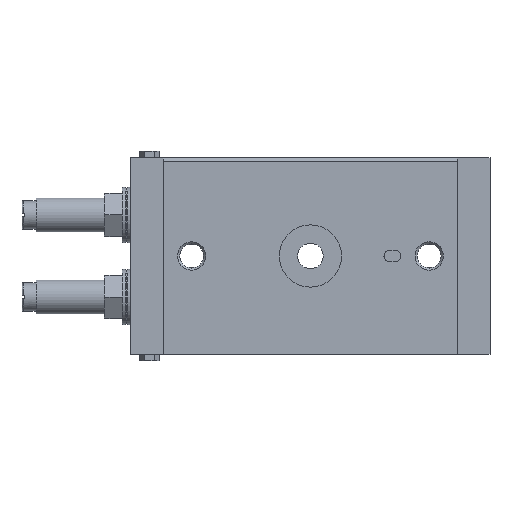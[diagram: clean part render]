
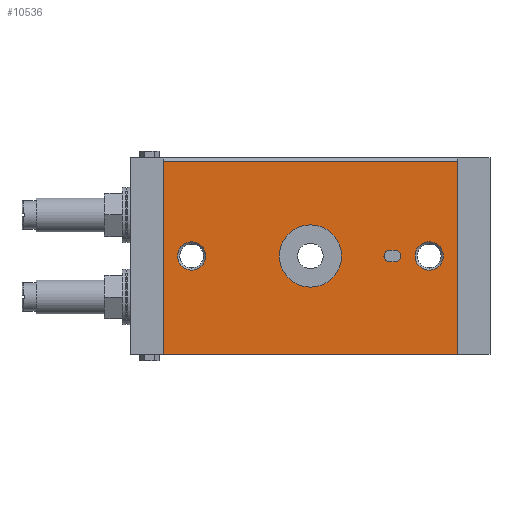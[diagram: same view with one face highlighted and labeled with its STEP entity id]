
A CAD part, front view. The second image highlights one B-rep face of the part: STEP entity #10536.
In plain terms, the highlighted planar face has unit normal (0, -1, 0).
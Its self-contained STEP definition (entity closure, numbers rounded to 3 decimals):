
#52 = AXIS2_PLACEMENT_3D ( 'NONE', #9349, #2967, #10426 ) ;
#129 = FACE_BOUND ( 'NONE', #10336, .T. ) ;
#398 = AXIS2_PLACEMENT_3D ( 'NONE', #1840, #9297, #2905 ) ;
#535 = CARTESIAN_POINT ( 'NONE',  ( 52., 0., -35. ) ) ;
#650 = CARTESIAN_POINT ( 'NONE',  ( 0., 0., 0. ) ) ;
#697 = CIRCLE ( 'NONE', #6357, 5. ) ;
#774 = VERTEX_POINT ( 'NONE', #1517 ) ;
#796 = ORIENTED_EDGE ( 'NONE', *, *, #1174, .F. ) ;
#1027 = EDGE_CURVE ( 'NONE', #9520, #9371, #8968, .T. ) ;
#1054 = LINE ( 'NONE', #13357, #8864 ) ;
#1174 = EDGE_CURVE ( 'NONE', #10177, #8611, #13366, .T. ) ;
#1337 = ORIENTED_EDGE ( 'NONE', *, *, #1027, .F. ) ;
#1490 = DIRECTION ( 'NONE',  ( 0., 1., 0. ) ) ;
#1517 = CARTESIAN_POINT ( 'NONE',  ( 42., 0., -5. ) ) ;
#1697 = DIRECTION ( 'NONE',  ( 0., 0., -1. ) ) ;
#1700 = CARTESIAN_POINT ( 'NONE',  ( 52., 0., 33.586 ) ) ;
#1724 = CARTESIAN_POINT ( 'NONE',  ( -42., 0., 5. ) ) ;
#1803 = VERTEX_POINT ( 'NONE', #5864 ) ;
#1809 = EDGE_CURVE ( 'NONE', #9371, #1803, #9802, .T. ) ;
#1840 = CARTESIAN_POINT ( 'NONE',  ( 30., 0., 0. ) ) ;
#1890 = EDGE_CURVE ( 'NONE', #11684, #13111, #5283, .T. ) ;
#2177 = CARTESIAN_POINT ( 'NONE',  ( 0., 0., -11. ) ) ;
#2262 = VECTOR ( 'NONE', #2665, 1000. ) ;
#2316 = CARTESIAN_POINT ( 'NONE',  ( 42., 0., 0. ) ) ;
#2431 = CARTESIAN_POINT ( 'NONE',  ( 52., 0., 33.586 ) ) ;
#2444 = VECTOR ( 'NONE', #8082, 1000. ) ;
#2485 = CARTESIAN_POINT ( 'NONE',  ( 28., 0., 0. ) ) ;
#2665 = DIRECTION ( 'NONE',  ( 0., 0., -1. ) ) ;
#2905 = DIRECTION ( 'NONE',  ( 0., 0., -1. ) ) ;
#2933 = FACE_BOUND ( 'NONE', #13057, .T. ) ;
#2946 = CARTESIAN_POINT ( 'NONE',  ( -52., 0., -34.1 ) ) ;
#2967 = DIRECTION ( 'NONE',  ( 0., 1., 0. ) ) ;
#3117 = VECTOR ( 'NONE', #7983, 1000. ) ;
#3143 = DIRECTION ( 'NONE',  ( 0., -1., 0. ) ) ;
#3184 = EDGE_LOOP ( 'NONE', ( #796, #12354 ) ) ;
#3401 = DIRECTION ( 'NONE',  ( 0., 0., 1. ) ) ;
#3508 = ORIENTED_EDGE ( 'NONE', *, *, #1890, .T. ) ;
#3511 = DIRECTION ( 'NONE',  ( 0., 0., 1. ) ) ;
#3554 = DIRECTION ( 'NONE',  ( 0., 0., -1. ) ) ;
#3871 = CARTESIAN_POINT ( 'NONE',  ( -52., 0., 33.586 ) ) ;
#3894 = VERTEX_POINT ( 'NONE', #7078 ) ;
#4372 = ORIENTED_EDGE ( 'NONE', *, *, #6250, .F. ) ;
#4503 = CARTESIAN_POINT ( 'NONE',  ( 52., 0., 33.586 ) ) ;
#5159 = ORIENTED_EDGE ( 'NONE', *, *, #1809, .F. ) ;
#5283 = LINE ( 'NONE', #1700, #2444 ) ;
#5612 = VERTEX_POINT ( 'NONE', #11998 ) ;
#5728 = ORIENTED_EDGE ( 'NONE', *, *, #11970, .F. ) ;
#5823 = CARTESIAN_POINT ( 'NONE',  ( 30., 0., 2. ) ) ;
#5839 = CARTESIAN_POINT ( 'NONE',  ( -42., 0., -5. ) ) ;
#5864 = CARTESIAN_POINT ( 'NONE',  ( 28., 0., 2. ) ) ;
#6062 = DIRECTION ( 'NONE',  ( -1., 0., 0. ) ) ;
#6100 = FACE_BOUND ( 'NONE', #3184, .T. ) ;
#6198 = DIRECTION ( 'NONE',  ( 0., 1., 0. ) ) ;
#6250 = EDGE_CURVE ( 'NONE', #1803, #3894, #7224, .T. ) ;
#6357 = AXIS2_PLACEMENT_3D ( 'NONE', #12654, #6198, #13729 ) ;
#6637 = AXIS2_PLACEMENT_3D ( 'NONE', #2316, #9799, #3401 ) ;
#6859 = LINE ( 'NONE', #2946, #9385 ) ;
#6883 = DIRECTION ( 'NONE',  ( 1., 0., 0. ) ) ;
#6933 = EDGE_CURVE ( 'NONE', #10029, #9928, #9916, .T. ) ;
#7015 = CARTESIAN_POINT ( 'NONE',  ( 30., 0., 2. ) ) ;
#7070 = CARTESIAN_POINT ( 'NONE',  ( -52., 0., -35. ) ) ;
#7078 = CARTESIAN_POINT ( 'NONE',  ( 28., 0., -2. ) ) ;
#7224 = CIRCLE ( 'NONE', #7809, 2. ) ;
#7296 = ORIENTED_EDGE ( 'NONE', *, *, #13402, .T. ) ;
#7413 = VECTOR ( 'NONE', #6062, 1000. ) ;
#7475 = AXIS2_PLACEMENT_3D ( 'NONE', #7843, #1490, #8939 ) ;
#7521 = EDGE_CURVE ( 'NONE', #9249, #5612, #10276, .T. ) ;
#7726 = PLANE ( 'NONE',  #11879 ) ;
#7809 = AXIS2_PLACEMENT_3D ( 'NONE', #2485, #9952, #3554 ) ;
#7843 = CARTESIAN_POINT ( 'NONE',  ( -42., 0., 0. ) ) ;
#7983 = DIRECTION ( 'NONE',  ( -1., 0., 0. ) ) ;
#8078 = DIRECTION ( 'NONE',  ( 0., -1., 0. ) ) ;
#8082 = DIRECTION ( 'NONE',  ( -1., 0., 0. ) ) ;
#8257 = EDGE_LOOP ( 'NONE', ( #5728, #10541, #12623, #3508 ) ) ;
#8611 = VERTEX_POINT ( 'NONE', #9836 ) ;
#8615 = FACE_BOUND ( 'NONE', #10561, .T. ) ;
#8710 = ORIENTED_EDGE ( 'NONE', *, *, #6933, .T. ) ;
#8820 = CARTESIAN_POINT ( 'NONE',  ( 52., 0., 33.586 ) ) ;
#8864 = VECTOR ( 'NONE', #6883, 1000. ) ;
#8939 = DIRECTION ( 'NONE',  ( 0., 0., 1. ) ) ;
#8968 = CIRCLE ( 'NONE', #398, 2. ) ;
#9227 = AXIS2_PLACEMENT_3D ( 'NONE', #650, #8078, #1697 ) ;
#9249 = VERTEX_POINT ( 'NONE', #535 ) ;
#9297 = DIRECTION ( 'NONE',  ( 0., -1., 0. ) ) ;
#9349 = CARTESIAN_POINT ( 'NONE',  ( 42., 0., 0. ) ) ;
#9371 = VERTEX_POINT ( 'NONE', #7015 ) ;
#9385 = VECTOR ( 'NONE', #10352, 1000. ) ;
#9520 = VERTEX_POINT ( 'NONE', #11614 ) ;
#9523 = CARTESIAN_POINT ( 'NONE',  ( 0., 0., 0. ) ) ;
#9799 = DIRECTION ( 'NONE',  ( 0., 1., 0. ) ) ;
#9802 = LINE ( 'NONE', #5823, #3117 ) ;
#9836 = CARTESIAN_POINT ( 'NONE',  ( 0., 0., 11. ) ) ;
#9893 = DIRECTION ( 'NONE',  ( 0., 1., 0. ) ) ;
#9900 = CIRCLE ( 'NONE', #9227, 11. ) ;
#9916 = CIRCLE ( 'NONE', #7475, 5. ) ;
#9924 = EDGE_CURVE ( 'NONE', #3894, #9520, #1054, .T. ) ;
#9928 = VERTEX_POINT ( 'NONE', #5839 ) ;
#9952 = DIRECTION ( 'NONE',  ( 0., -1., 0. ) ) ;
#10029 = VERTEX_POINT ( 'NONE', #1724 ) ;
#10177 = VERTEX_POINT ( 'NONE', #2177 ) ;
#10276 = LINE ( 'NONE', #7070, #7413 ) ;
#10299 = EDGE_CURVE ( 'NONE', #9928, #10029, #697, .T. ) ;
#10336 = EDGE_LOOP ( 'NONE', ( #7296, #12980 ) ) ;
#10352 = DIRECTION ( 'NONE',  ( 0., 0., 1. ) ) ;
#10377 = AXIS2_PLACEMENT_3D ( 'NONE', #9523, #3143, #10617 ) ;
#10426 = DIRECTION ( 'NONE',  ( 0., 0., 1. ) ) ;
#10536 = ADVANCED_FACE ( 'NONE', ( #129, #8615, #6100, #2933, #11138 ), #7726, .F. ) ;
#10541 = ORIENTED_EDGE ( 'NONE', *, *, #7521, .F. ) ;
#10561 = EDGE_LOOP ( 'NONE', ( #13344, #8710 ) ) ;
#10571 = EDGE_CURVE ( 'NONE', #11684, #9249, #10804, .T. ) ;
#10617 = DIRECTION ( 'NONE',  ( 0., 0., -1. ) ) ;
#10804 = LINE ( 'NONE', #8820, #2262 ) ;
#10842 = CARTESIAN_POINT ( 'NONE',  ( 42., 0., 5. ) ) ;
#10984 = VERTEX_POINT ( 'NONE', #10842 ) ;
#11138 = FACE_OUTER_BOUND ( 'NONE', #8257, .T. ) ;
#11357 = EDGE_CURVE ( 'NONE', #10984, #774, #12625, .T. ) ;
#11614 = CARTESIAN_POINT ( 'NONE',  ( 30., 0., -2. ) ) ;
#11684 = VERTEX_POINT ( 'NONE', #4503 ) ;
#11879 = AXIS2_PLACEMENT_3D ( 'NONE', #2431, #9893, #3511 ) ;
#11970 = EDGE_CURVE ( 'NONE', #5612, #13111, #6859, .T. ) ;
#11998 = CARTESIAN_POINT ( 'NONE',  ( -52., 0., -35. ) ) ;
#12238 = CIRCLE ( 'NONE', #6637, 5. ) ;
#12354 = ORIENTED_EDGE ( 'NONE', *, *, #13673, .F. ) ;
#12623 = ORIENTED_EDGE ( 'NONE', *, *, #10571, .F. ) ;
#12625 = CIRCLE ( 'NONE', #52, 5. ) ;
#12654 = CARTESIAN_POINT ( 'NONE',  ( -42., 0., 0. ) ) ;
#12980 = ORIENTED_EDGE ( 'NONE', *, *, #11357, .T. ) ;
#13057 = EDGE_LOOP ( 'NONE', ( #13813, #4372, #5159, #1337 ) ) ;
#13111 = VERTEX_POINT ( 'NONE', #3871 ) ;
#13344 = ORIENTED_EDGE ( 'NONE', *, *, #10299, .T. ) ;
#13357 = CARTESIAN_POINT ( 'NONE',  ( 28., 0., -2. ) ) ;
#13366 = CIRCLE ( 'NONE', #10377, 11. ) ;
#13402 = EDGE_CURVE ( 'NONE', #774, #10984, #12238, .T. ) ;
#13673 = EDGE_CURVE ( 'NONE', #8611, #10177, #9900, .T. ) ;
#13729 = DIRECTION ( 'NONE',  ( 0., 0., 1. ) ) ;
#13813 = ORIENTED_EDGE ( 'NONE', *, *, #9924, .F. ) ;
